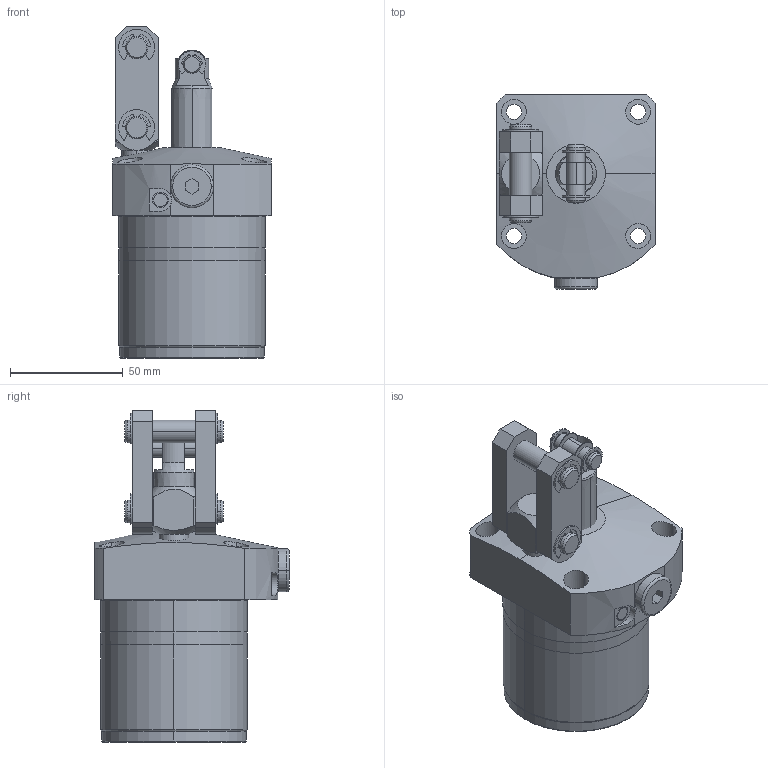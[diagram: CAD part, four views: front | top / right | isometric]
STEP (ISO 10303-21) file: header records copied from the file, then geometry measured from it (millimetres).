
FILE_DESCRIPTION (( 'STEP AP203' ), '1' );
FILE_NAME ('LM0650-CL.STEP', '2018-12-15T06:17:23', ( '微软用户' ), ( '微软中国' ), 'SwSTEP 2.0', 'SolidWorks 2012', '' );
FILE_SCHEMA (( 'CONFIG_CONTROL_DESIGN' ));
Length unit declared in the file: millimetre
Products named in the file (11): LM0650-CL_rev1.sldasm-Part-10; LM0650-CL; LM0650-CL_rev1.sldasm-Part-1; LM0650-CL_rev1.sldasm-Part-2; LM0650-CL_rev1.sldasm-Part-3; LM0650-CL_rev1.sldasm-Part-4; LM0650-CL_rev1.sldasm-Part-5; LM0650-CL_rev1.sldasm-Part-6; LM0650-CL_rev1.sldasm-Part-7; LM0650-CL_rev1.sldasm-Part-8; LM0650-CL_rev1.sldasm-Part-9
Assembly tree (16 placements, depth 2):
  LM0650-CL
    LM0650-CL_rev1.sldasm-Part-1
    LM0650-CL_rev1.sldasm-Part-2  x4
    LM0650-CL_rev1.sldasm-Part-3  x2
    LM0650-CL_rev1.sldasm-Part-4  x2
    LM0650-CL_rev1.sldasm-Part-5
    LM0650-CL_rev1.sldasm-Part-6  x2
    LM0650-CL_rev1.sldasm-Part-7
    LM0650-CL_rev1.sldasm-Part-8
    LM0650-CL_rev1.sldasm-Part-9
    LM0650-CL_rev1.sldasm-Part-10
Bounding box: 70 x 86 x 147 mm (x, y, z)
Volume: 381982.5 mm3; surface area: 52136.7 mm2
Topology: 16 solids, 16 shells, 361 faces, 887 edges, 578 vertices
Faces by surface type: cylinder 195, plane 126, cone 30, torus 10
Entity records: 8844 total; most frequent: CARTESIAN_POINT 1984, DIRECTION 1256, ORIENTED_EDGE 1088, EDGE_CURVE 544, AXIS2_PLACEMENT_3D 509, VERTEX_POINT 352, EDGE_LOOP 266, CIRCLE 260
